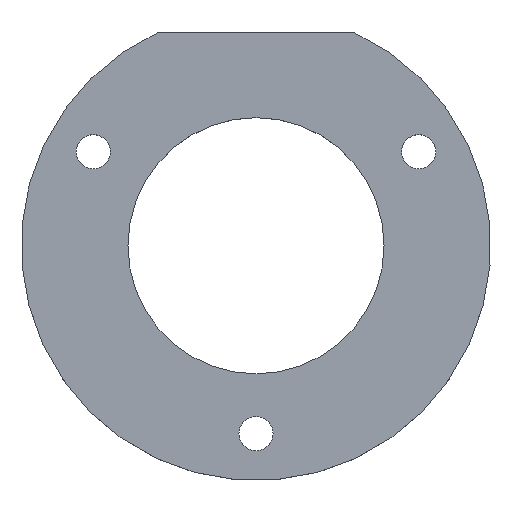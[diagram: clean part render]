
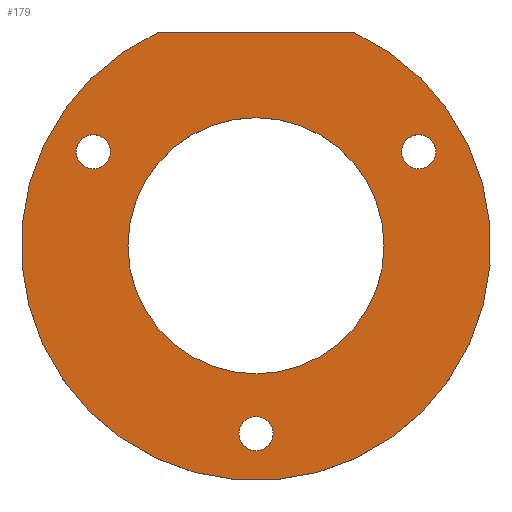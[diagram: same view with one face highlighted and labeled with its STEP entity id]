
A CAD part, top view. The second image highlights one B-rep face of the part: STEP entity #179.
In plain terms, the highlighted planar face has unit normal (0, 0, 1).
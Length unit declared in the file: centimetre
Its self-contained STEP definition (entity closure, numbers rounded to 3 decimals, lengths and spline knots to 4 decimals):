
#25=FACE_BOUND('',#52,.T.);
#26=FACE_BOUND('',#53,.T.);
#27=FACE_BOUND('',#54,.T.);
#28=FACE_BOUND('',#55,.T.);
#40=FACE_OUTER_BOUND('',#51,.T.);
#51=EDGE_LOOP('',(#130,#131));
#52=EDGE_LOOP('',(#132));
#53=EDGE_LOOP('',(#133));
#54=EDGE_LOOP('',(#134));
#55=EDGE_LOOP('',(#135));
#77=LINE('',#275,#81);
#81=VECTOR('',#222,2.2913);
#85=CIRCLE('',#193,2.75);
#86=CIRCLE('',#194,1.5);
#87=CIRCLE('',#195,0.2);
#88=CIRCLE('',#196,0.2);
#89=CIRCLE('',#197,0.2);
#98=VERTEX_POINT('',#272);
#99=VERTEX_POINT('',#273);
#100=VERTEX_POINT('',#276);
#101=VERTEX_POINT('',#278);
#102=VERTEX_POINT('',#280);
#103=VERTEX_POINT('',#282);
#113=EDGE_CURVE('',#98,#99,#85,.T.);
#114=EDGE_CURVE('',#99,#98,#77,.T.);
#115=EDGE_CURVE('',#100,#100,#86,.T.);
#116=EDGE_CURVE('',#101,#101,#87,.T.);
#117=EDGE_CURVE('',#102,#102,#88,.T.);
#118=EDGE_CURVE('',#103,#103,#89,.T.);
#130=ORIENTED_EDGE('',*,*,#113,.T.);
#131=ORIENTED_EDGE('',*,*,#114,.T.);
#132=ORIENTED_EDGE('',*,*,#115,.F.);
#133=ORIENTED_EDGE('',*,*,#116,.F.);
#134=ORIENTED_EDGE('',*,*,#117,.F.);
#135=ORIENTED_EDGE('',*,*,#118,.F.);
#164=PLANE('',#192);
#179=ADVANCED_FACE('',(#40,#25,#26,#27,#28),#164,.T.);
#192=AXIS2_PLACEMENT_3D('',#271,#218,#219);
#193=AXIS2_PLACEMENT_3D('',#274,#220,#221);
#194=AXIS2_PLACEMENT_3D('',#277,#223,#224);
#195=AXIS2_PLACEMENT_3D('',#279,#225,#226);
#196=AXIS2_PLACEMENT_3D('',#281,#227,#228);
#197=AXIS2_PLACEMENT_3D('',#283,#229,#230);
#218=DIRECTION('center_axis',(0.,0.,1.));
#219=DIRECTION('ref_axis',(1.,0.,0.));
#220=DIRECTION('center_axis',(0.,0.,1.));
#221=DIRECTION('ref_axis',(1.,0.,0.));
#222=DIRECTION('',(-1.,0.,0.));
#223=DIRECTION('center_axis',(0.,0.,1.));
#224=DIRECTION('ref_axis',(1.,0.,0.));
#225=DIRECTION('center_axis',(0.,0.,1.));
#226=DIRECTION('ref_axis',(1.,0.,0.));
#227=DIRECTION('center_axis',(0.,0.,1.));
#228=DIRECTION('ref_axis',(1.,0.,0.));
#229=DIRECTION('center_axis',(0.,0.,1.));
#230=DIRECTION('ref_axis',(1.,0.,0.));
#271=CARTESIAN_POINT('Origin',(0.,0.,0.5));
#272=CARTESIAN_POINT('',(-1.1456,2.5,0.5));
#273=CARTESIAN_POINT('',(1.1456,2.5,0.5));
#274=CARTESIAN_POINT('Origin',(0.,0.,0.5));
#275=CARTESIAN_POINT('',(1.1456,2.5,0.5));
#276=CARTESIAN_POINT('',(1.5,0.,0.5));
#277=CARTESIAN_POINT('Origin',(0.,0.,0.5));
#278=CARTESIAN_POINT('',(2.1053,1.1,0.5));
#279=CARTESIAN_POINT('Origin',(1.9053,1.1,0.5));
#280=CARTESIAN_POINT('',(-1.7053,1.1,0.5));
#281=CARTESIAN_POINT('Origin',(-1.9053,1.1,0.5));
#282=CARTESIAN_POINT('',(0.2,-2.2,0.5));
#283=CARTESIAN_POINT('Origin',(0.,-2.2,0.5));
